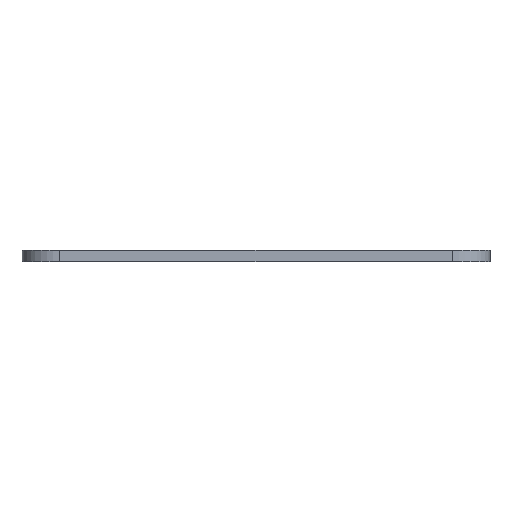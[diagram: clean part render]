
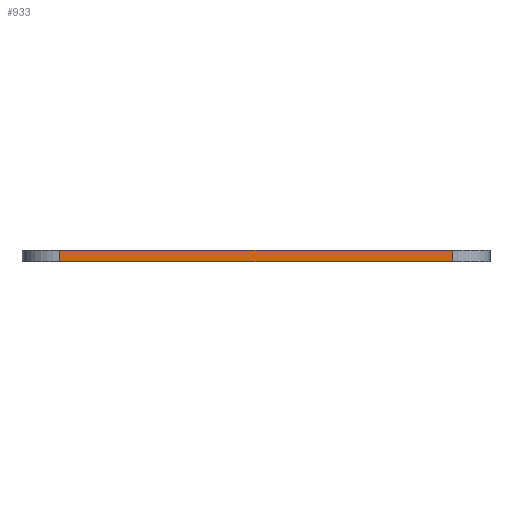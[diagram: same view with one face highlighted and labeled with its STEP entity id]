
A CAD part, left-side view. The second image highlights one B-rep face of the part: STEP entity #933.
In plain terms, the highlighted planar face has unit normal (-1, 0, 0).
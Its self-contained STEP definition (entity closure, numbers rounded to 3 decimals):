
#53=PLANE('',#1031);
#97=FACE_OUTER_BOUND('',#151,.T.);
#151=EDGE_LOOP('',(#809,#810,#811,#812));
#168=LINE('',#1321,#260);
#249=LINE('',#1552,#341);
#250=LINE('',#1555,#342);
#251=LINE('',#1556,#343);
#260=VECTOR('',#1054,10.);
#341=VECTOR('',#1281,10.);
#342=VECTOR('',#1284,10.);
#343=VECTOR('',#1285,10.);
#394=VERTEX_POINT('',#1318);
#395=VERTEX_POINT('',#1320);
#472=VERTEX_POINT('',#1550);
#473=VERTEX_POINT('',#1554);
#483=EDGE_CURVE('',#395,#394,#168,.T.);
#599=EDGE_CURVE('',#394,#472,#249,.T.);
#600=EDGE_CURVE('',#473,#472,#250,.T.);
#601=EDGE_CURVE('',#395,#473,#251,.T.);
#809=ORIENTED_EDGE('',*,*,#483,.T.);
#810=ORIENTED_EDGE('',*,*,#599,.T.);
#811=ORIENTED_EDGE('',*,*,#600,.F.);
#812=ORIENTED_EDGE('',*,*,#601,.F.);
#933=ADVANCED_FACE('',(#97),#53,.T.);
#1031=AXIS2_PLACEMENT_3D('',#1553,#1282,#1283);
#1054=DIRECTION('',(0.,-1.,0.));
#1281=DIRECTION('',(0.,0.,1.));
#1282=DIRECTION('center_axis',(-1.,0.,0.));
#1283=DIRECTION('ref_axis',(0.,-1.,0.));
#1284=DIRECTION('',(0.,-1.,0.));
#1285=DIRECTION('',(0.,0.,1.));
#1318=CARTESIAN_POINT('',(-67.995,-43.125,0.));
#1320=CARTESIAN_POINT('',(-67.995,8.875,0.));
#1321=CARTESIAN_POINT('',(-67.995,8.875,0.));
#1550=CARTESIAN_POINT('',(-67.995,-43.125,1.5));
#1552=CARTESIAN_POINT('',(-67.995,-43.125,0.));
#1553=CARTESIAN_POINT('Origin',(-67.995,8.875,0.));
#1554=CARTESIAN_POINT('',(-67.995,8.875,1.5));
#1555=CARTESIAN_POINT('',(-67.995,8.875,1.5));
#1556=CARTESIAN_POINT('',(-67.995,8.875,0.));
